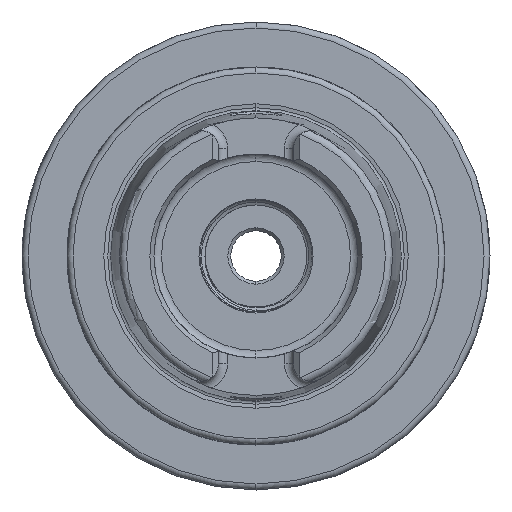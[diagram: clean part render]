
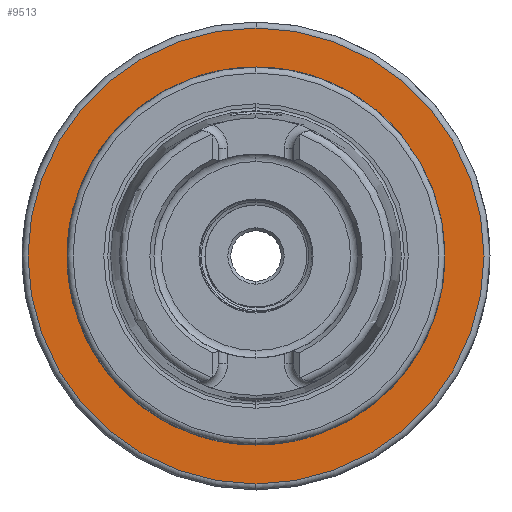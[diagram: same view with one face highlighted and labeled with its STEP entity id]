
A CAD part, left-side view. The second image highlights one B-rep face of the part: STEP entity #9513.
In plain terms, the highlighted planar face has unit normal (-1, 0, 0).
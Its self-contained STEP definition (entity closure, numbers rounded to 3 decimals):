
#818 = EDGE_CURVE ( 'NONE', #871, #824, #4250, .T. ) ;
#820 = VERTEX_POINT ( 'NONE', #4247 ) ;
#821 = VERTEX_POINT ( 'NONE', #4249 ) ;
#824 = VERTEX_POINT ( 'NONE', #4248 ) ;
#869 = EDGE_CURVE ( 'NONE', #820, #821, #4703, .T. ) ;
#871 = VERTEX_POINT ( 'NONE', #4708 ) ;
#4211 = AXIS2_PLACEMENT_3D ( 'NONE', #4246, #4245, #4244 ) ;
#4244 = DIRECTION ( 'NONE',  ( 0., 0., 1. ) ) ;
#4245 = DIRECTION ( 'NONE',  ( 1., 0., 0. ) ) ;
#4246 = CARTESIAN_POINT ( 'NONE',  ( 42., 0., 0. ) ) ;
#4247 = CARTESIAN_POINT ( 'NONE',  ( 42., 0., 38. ) ) ;
#4248 = CARTESIAN_POINT ( 'NONE',  ( 42., 0., -25.05 ) ) ;
#4249 = CARTESIAN_POINT ( 'NONE',  ( 42., 0., -38. ) ) ;
#4250 = CIRCLE ( 'NONE', #4211, 25.05 ) ;
#4700 = DIRECTION ( 'NONE',  ( -1., 0., 0. ) ) ;
#4701 = CARTESIAN_POINT ( 'NONE',  ( 42., 0., 0. ) ) ;
#4702 = AXIS2_PLACEMENT_3D ( 'NONE', #4701, #4700, #4760 ) ;
#4703 = CIRCLE ( 'NONE', #4702, 38. ) ;
#4708 = CARTESIAN_POINT ( 'NONE',  ( 42., 0., 25.05 ) ) ;
#4760 = DIRECTION ( 'NONE',  ( 0., 0., 1. ) ) ;
#9502 = EDGE_LOOP ( 'NONE', ( #9505, #9503 ) ) ;
#9503 = ORIENTED_EDGE ( 'NONE', *, *, #9515, .T. ) ;
#9504 = ORIENTED_EDGE ( 'NONE', *, *, #9514, .T. ) ;
#9505 = ORIENTED_EDGE ( 'NONE', *, *, #869, .T. ) ;
#9508 = EDGE_LOOP ( 'NONE', ( #9512, #9504 ) ) ;
#9512 = ORIENTED_EDGE ( 'NONE', *, *, #818, .T. ) ;
#9513 = ADVANCED_FACE ( 'NONE', ( #14403, #14282 ), #14487, .T. ) ;
#9514 = EDGE_CURVE ( 'NONE', #824, #871, #14492, .T. ) ;
#9515 = EDGE_CURVE ( 'NONE', #821, #820, #14283, .T. ) ;
#14282 = FACE_OUTER_BOUND ( 'NONE', #9502, .T. ) ;
#14283 = CIRCLE ( 'NONE', #14457, 38. ) ;
#14403 = FACE_BOUND ( 'NONE', #9508, .T. ) ;
#14452 = DIRECTION ( 'NONE',  ( 0., 0., 1. ) ) ;
#14454 = DIRECTION ( 'NONE',  ( -1., 0., 0. ) ) ;
#14456 = CARTESIAN_POINT ( 'NONE',  ( 42., 0., 0. ) ) ;
#14457 = AXIS2_PLACEMENT_3D ( 'NONE', #14456, #14454, #14452 ) ;
#14467 = DIRECTION ( 'NONE',  ( 0., 0., 1. ) ) ;
#14469 = DIRECTION ( 'NONE',  ( 1., 0., 0. ) ) ;
#14471 = CARTESIAN_POINT ( 'NONE',  ( 42., 0., 0. ) ) ;
#14473 = AXIS2_PLACEMENT_3D ( 'NONE', #14471, #14469, #14467 ) ;
#14480 = DIRECTION ( 'NONE',  ( 0., 0., 1. ) ) ;
#14482 = DIRECTION ( 'NONE',  ( -1., 0., 0. ) ) ;
#14484 = CARTESIAN_POINT ( 'NONE',  ( 42., 39., 0. ) ) ;
#14486 = AXIS2_PLACEMENT_3D ( 'NONE', #14484, #14482, #14480 ) ;
#14487 = PLANE ( 'NONE',  #14486 ) ;
#14492 = CIRCLE ( 'NONE', #14473, 25.05 ) ;
